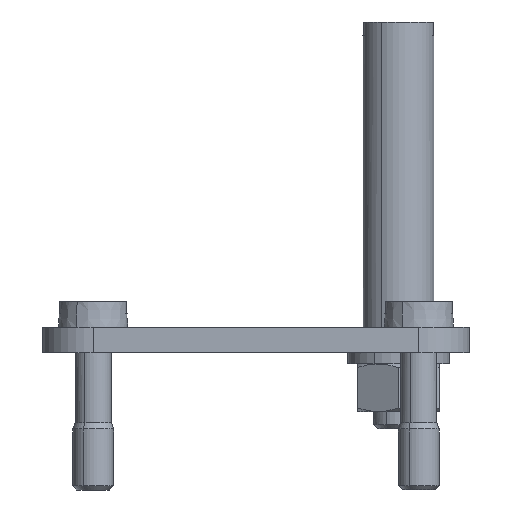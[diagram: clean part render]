
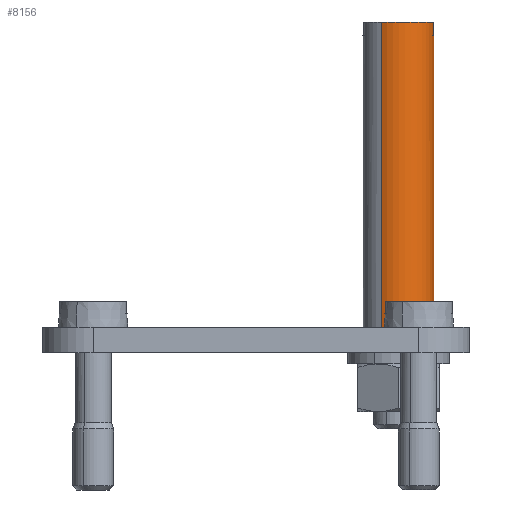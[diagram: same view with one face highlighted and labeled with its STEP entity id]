
A CAD part, front view. The second image highlights one B-rep face of the part: STEP entity #8156.
In plain terms, the highlighted cylindrical face has radius 3.5 mm (diameter 7 mm), a partial arc.
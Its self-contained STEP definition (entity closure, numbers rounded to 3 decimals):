
#120=AXIS2_PLACEMENT_3D('Circle Axis2P3D',#118,#119,$) ;
#7924=AXIS2_PLACEMENT_3D('Circle Axis2P3D',#7922,#7923,$) ;
#8120=AXIS2_PLACEMENT_3D('Cylinder Axis2P3D',#8117,#8118,#8119) ;
#8124=AXIS2_PLACEMENT_3D('Circle Axis2P3D',#8122,#8123,$) ;
#8143=AXIS2_PLACEMENT_3D('Circle Axis2P3D',#8141,#8142,$) ;
#118=CARTESIAN_POINT('Axis2P3D Location',(35.,47.5,16.)) ;
#122=CARTESIAN_POINT('Vertex',(36.678,50.572,16.)) ;
#124=CARTESIAN_POINT('Vertex',(33.322,44.428,16.)) ;
#7880=CARTESIAN_POINT('Vertex',(38.448,46.9,44.7)) ;
#7894=CARTESIAN_POINT('Vertex',(38.448,46.9,46.)) ;
#7897=CARTESIAN_POINT('Line Origine',(38.448,46.9,45.35)) ;
#7922=CARTESIAN_POINT('Axis2P3D Location',(35.,47.5,44.7)) ;
#7926=CARTESIAN_POINT('Vertex',(38.448,48.1,44.7)) ;
#7954=CARTESIAN_POINT('Line Origine',(38.448,48.1,45.35)) ;
#7958=CARTESIAN_POINT('Vertex',(38.448,48.1,46.)) ;
#8117=CARTESIAN_POINT('Axis2P3D Location',(35.,47.5,26.)) ;
#8122=CARTESIAN_POINT('Axis2P3D Location',(35.,47.5,46.)) ;
#8126=CARTESIAN_POINT('Vertex',(33.322,44.428,46.)) ;
#8129=CARTESIAN_POINT('Line Origine',(33.322,44.428,31.)) ;
#8134=CARTESIAN_POINT('Line Origine',(36.678,50.572,31.)) ;
#8138=CARTESIAN_POINT('Vertex',(36.678,50.572,46.)) ;
#8141=CARTESIAN_POINT('Axis2P3D Location',(35.,47.5,46.)) ;
#119=DIRECTION('Axis2P3D Direction',(0.,0.,1.)) ;
#7898=DIRECTION('Vector Direction',(0.,0.,-1.)) ;
#7923=DIRECTION('Axis2P3D Direction',(0.,0.,-1.)) ;
#7955=DIRECTION('Vector Direction',(0.,0.,-1.)) ;
#8118=DIRECTION('Axis2P3D Direction',(0.,0.,-1.)) ;
#8119=DIRECTION('Axis2P3D XDirection',(-0.479,-0.878,0.)) ;
#8123=DIRECTION('Axis2P3D Direction',(0.,0.,-1.)) ;
#8130=DIRECTION('Vector Direction',(0.,0.,-1.)) ;
#8135=DIRECTION('Vector Direction',(0.,0.,-1.)) ;
#8142=DIRECTION('Axis2P3D Direction',(0.,0.,-1.)) ;
#7899=VECTOR('Line Direction',#7898,1.) ;
#7956=VECTOR('Line Direction',#7955,1.) ;
#8131=VECTOR('Line Direction',#8130,1.) ;
#8136=VECTOR('Line Direction',#8135,1.) ;
#8147=ORIENTED_EDGE('',*,*,#8128,.T.) ;
#8148=ORIENTED_EDGE('',*,*,#8133,.F.) ;
#8149=ORIENTED_EDGE('',*,*,#126,.F.) ;
#8150=ORIENTED_EDGE('',*,*,#8140,.T.) ;
#8151=ORIENTED_EDGE('',*,*,#8145,.T.) ;
#8152=ORIENTED_EDGE('',*,*,#7960,.T.) ;
#8153=ORIENTED_EDGE('',*,*,#7928,.T.) ;
#8154=ORIENTED_EDGE('',*,*,#7901,.F.) ;
#8156=ADVANCED_FACE('Hauptk\X2\00F6\X0\rper',(#8155),#8121,.T.) ;
#121=CIRCLE('generated circle',#120,3.5) ;
#7925=CIRCLE('generated circle',#7924,3.5) ;
#8125=CIRCLE('generated circle',#8124,3.5) ;
#8144=CIRCLE('generated circle',#8143,3.5) ;
#8121=CYLINDRICAL_SURFACE('generated cylinder',#8120,3.5) ;
#126=EDGE_CURVE('',#123,#125,#121,.F.) ;
#7901=EDGE_CURVE('',#7895,#7881,#7900,.T.) ;
#7928=EDGE_CURVE('',#7927,#7881,#7925,.T.) ;
#7960=EDGE_CURVE('',#7959,#7927,#7957,.T.) ;
#8128=EDGE_CURVE('',#7895,#8127,#8125,.T.) ;
#8133=EDGE_CURVE('',#125,#8127,#8132,.F.) ;
#8140=EDGE_CURVE('',#123,#8139,#8137,.F.) ;
#8145=EDGE_CURVE('',#8139,#7959,#8144,.T.) ;
#8146=EDGE_LOOP('',(#8147,#8148,#8149,#8150,#8151,#8152,#8153,#8154)) ;
#8155=FACE_OUTER_BOUND('',#8146,.T.) ;
#7900=LINE('Line',#7897,#7899) ;
#7957=LINE('Line',#7954,#7956) ;
#8132=LINE('Line',#8129,#8131) ;
#8137=LINE('Line',#8134,#8136) ;
#123=VERTEX_POINT('',#122) ;
#125=VERTEX_POINT('',#124) ;
#7881=VERTEX_POINT('',#7880) ;
#7895=VERTEX_POINT('',#7894) ;
#7927=VERTEX_POINT('',#7926) ;
#7959=VERTEX_POINT('',#7958) ;
#8127=VERTEX_POINT('',#8126) ;
#8139=VERTEX_POINT('',#8138) ;
